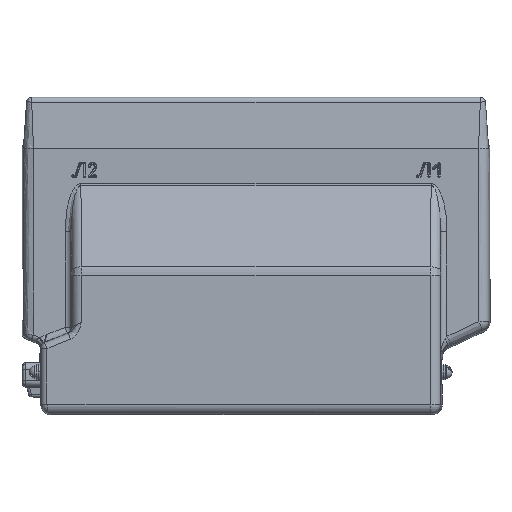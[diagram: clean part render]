
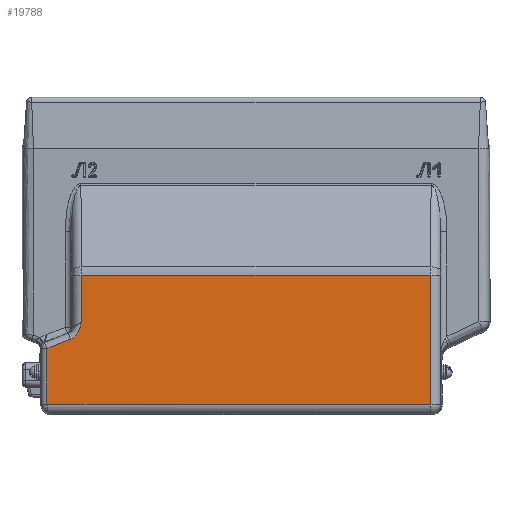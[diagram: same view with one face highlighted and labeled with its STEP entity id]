
A CAD part, top view. The second image highlights one B-rep face of the part: STEP entity #19788.
In plain terms, the highlighted planar face has unit normal (0, 0, 1).
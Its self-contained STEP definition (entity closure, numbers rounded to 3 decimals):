
#65 = FACE_OUTER_BOUND ( 'NONE', #38411, .T. ) ;
#934 = AXIS2_PLACEMENT_3D ( 'NONE', #2426, #2432, #2433 ) ;
#2426 = CARTESIAN_POINT ( 'NONE',  ( 23., 8., 74. ) ) ;
#2429 = PLANE ( 'NONE',  #934 ) ;
#2432 = DIRECTION ( 'NONE',  ( 0., 0., 1. ) ) ;
#2433 = DIRECTION ( 'NONE',  ( 1., 0., 0. ) ) ;
#12081 = B_SPLINE_CURVE_WITH_KNOTS ( 'NONE', 3,
 ( #49978, #49986, #49987, #49988, #49989, #49990, #49991, #49992, #49993, #49994, #49995, #49996, #49997, #49998, #49999, #50000, #50001, #50002 ),
 .UNSPECIFIED., .F., .F.,
 ( 4, 2, 2, 2, 2, 2, 2, 2, 4 ),
 ( 0., 0.002, 0.004, 0.009, 0.011, 0.013, 0.014, 0.015, 0.017 ),
 .UNSPECIFIED. ) ;
#14763 = VERTEX_POINT ( 'NONE', #36964 ) ;
#15036 = VERTEX_POINT ( 'NONE', #46611 ) ;
#15045 = VERTEX_POINT ( 'NONE', #46626 ) ;
#15046 = VERTEX_POINT ( 'NONE', #46628 ) ;
#19788 = ADVANCED_FACE ( 'NONE', ( #65 ), #2429, .T. ) ;
#23972 = CARTESIAN_POINT ( 'NONE',  ( 327.207, 111.621, 74. ) ) ;
#23982 = CARTESIAN_POINT ( 'NONE',  ( 327.207, 8., 74. ) ) ;
#23993 = CARTESIAN_POINT ( 'NONE',  ( 47.793, 111.621, 74. ) ) ;
#26431 = ORIENTED_EDGE ( 'NONE', *, *, #43126, .T. ) ;
#26434 = ORIENTED_EDGE ( 'NONE', *, *, #42748, .T. ) ;
#26456 = ORIENTED_EDGE ( 'NONE', *, *, #42734, .T. ) ;
#26457 = ORIENTED_EDGE ( 'NONE', *, *, #43136, .T. ) ;
#26477 = ORIENTED_EDGE ( 'NONE', *, *, #42729, .T. ) ;
#26496 = ORIENTED_EDGE ( 'NONE', *, *, #43152, .T. ) ;
#26498 = ORIENTED_EDGE ( 'NONE', *, *, #42747, .T. ) ;
#28869 = LINE ( 'NONE', #44811, #28870 ) ;
#28870 = VECTOR ( 'NONE', #44813, 1000. ) ;
#28873 = LINE ( 'NONE', #44832, #28876 ) ;
#28876 = VECTOR ( 'NONE', #44839, 1000. ) ;
#28889 = LINE ( 'NONE', #44909, #28890 ) ;
#28890 = VECTOR ( 'NONE', #44911, 1000. ) ;
#28891 = LINE ( 'NONE', #44914, #28892 ) ;
#28892 = VECTOR ( 'NONE', #44916, 1000. ) ;
#36517 = VERTEX_POINT ( 'NONE', #23972 ) ;
#36536 = VERTEX_POINT ( 'NONE', #23982 ) ;
#36556 = VERTEX_POINT ( 'NONE', #23993 ) ;
#36964 = CARTESIAN_POINT ( 'NONE',  ( 47.793, 74.363, 74. ) ) ;
#38411 = EDGE_LOOP ( 'NONE', ( #26456, #26498, #26477, #26496, #26457, #26431, #26434 ) ) ;
#42729 = EDGE_CURVE ( 'NONE', #36556, #14763, #28869, .T. ) ;
#42734 = EDGE_CURVE ( 'NONE', #36536, #36517, #28873, .T. ) ;
#42747 = EDGE_CURVE ( 'NONE', #36517, #36556, #28889, .T. ) ;
#42748 = EDGE_CURVE ( 'NONE', #15046, #36536, #28891, .T. ) ;
#43126 = EDGE_CURVE ( 'NONE', #15045, #15046, #46878, .T. ) ;
#43136 = EDGE_CURVE ( 'NONE', #15036, #15045, #46918, .T. ) ;
#43152 = EDGE_CURVE ( 'NONE', #14763, #15036, #12081, .T. ) ;
#44811 = CARTESIAN_POINT ( 'NONE',  ( 47.793, 66., 74. ) ) ;
#44813 = DIRECTION ( 'NONE',  ( 0., -1., 0. ) ) ;
#44832 = CARTESIAN_POINT ( 'NONE',  ( 327.207, 115., 74. ) ) ;
#44839 = DIRECTION ( 'NONE',  ( 0., 1., 0. ) ) ;
#44909 = CARTESIAN_POINT ( 'NONE',  ( 23., 111.621, 74. ) ) ;
#44911 = DIRECTION ( 'NONE',  ( -1., 0., 0. ) ) ;
#44914 = CARTESIAN_POINT ( 'NONE',  ( 335., 8., 74. ) ) ;
#44916 = DIRECTION ( 'NONE',  ( 1., 0., 0. ) ) ;
#46611 = CARTESIAN_POINT ( 'NONE',  ( 38.922, 60.323, 74. ) ) ;
#46626 = CARTESIAN_POINT ( 'NONE',  ( 20., 52.754, 74. ) ) ;
#46628 = CARTESIAN_POINT ( 'NONE',  ( 20., 8., 74. ) ) ;
#46878 = LINE ( 'NONE', #49881, #46882 ) ;
#46882 = VECTOR ( 'NONE', #49894, 1000. ) ;
#46906 = VECTOR ( 'NONE', #49930, 1000. ) ;
#46918 = LINE ( 'NONE', #49924, #46906 ) ;
#49881 = CARTESIAN_POINT ( 'NONE',  ( 20., 8., 74. ) ) ;
#49894 = DIRECTION ( 'NONE',  ( 0., -1., 0. ) ) ;
#49924 = CARTESIAN_POINT ( 'NONE',  ( 16.809, 51.478, 74. ) ) ;
#49930 = DIRECTION ( 'NONE',  ( -0.928, -0.371, 0. ) ) ;
#49978 = CARTESIAN_POINT ( 'NONE',  ( 47.793, 74.363, 74. ) ) ;
#49986 = CARTESIAN_POINT ( 'NONE',  ( 47.622, 73.661, 74. ) ) ;
#49987 = CARTESIAN_POINT ( 'NONE',  ( 47.45, 72.958, 74. ) ) ;
#49988 = CARTESIAN_POINT ( 'NONE',  ( 47.088, 71.558, 74. ) ) ;
#49989 = CARTESIAN_POINT ( 'NONE',  ( 46.897, 70.86, 74. ) ) ;
#49990 = CARTESIAN_POINT ( 'NONE',  ( 46.269, 68.789, 74. ) ) ;
#49991 = CARTESIAN_POINT ( 'NONE',  ( 45.774, 67.439, 74. ) ) ;
#49992 = CARTESIAN_POINT ( 'NONE',  ( 44.767, 65.52, 74. ) ) ;
#49993 = CARTESIAN_POINT ( 'NONE',  ( 44.384, 64.896, 74. ) ) ;
#49994 = CARTESIAN_POINT ( 'NONE',  ( 43.531, 63.729, 74. ) ) ;
#49995 = CARTESIAN_POINT ( 'NONE',  ( 43.059, 63.182, 74. ) ) ;
#49996 = CARTESIAN_POINT ( 'NONE',  ( 42.276, 62.426, 74. ) ) ;
#49997 = CARTESIAN_POINT ( 'NONE',  ( 42.001, 62.184, 74. ) ) ;
#49998 = CARTESIAN_POINT ( 'NONE',  ( 41.435, 61.732, 74. ) ) ;
#49999 = CARTESIAN_POINT ( 'NONE',  ( 41.143, 61.52, 74. ) ) ;
#50000 = CARTESIAN_POINT ( 'NONE',  ( 40.239, 60.929, 74. ) ) ;
#50001 = CARTESIAN_POINT ( 'NONE',  ( 39.6, 60.594, 74. ) ) ;
#50002 = CARTESIAN_POINT ( 'NONE',  ( 38.922, 60.323, 74. ) ) ;
